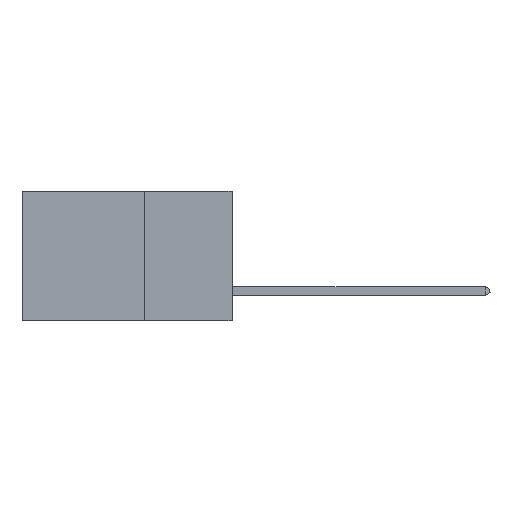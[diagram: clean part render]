
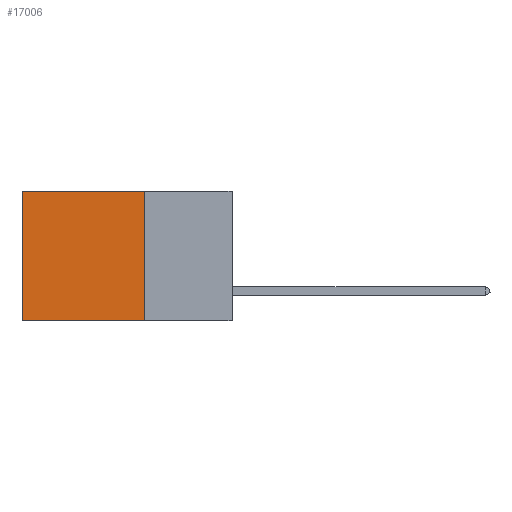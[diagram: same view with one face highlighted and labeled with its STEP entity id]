
A CAD part, left-side view. The second image highlights one B-rep face of the part: STEP entity #17006.
In plain terms, the highlighted planar face has unit normal (-1, 0, 0).
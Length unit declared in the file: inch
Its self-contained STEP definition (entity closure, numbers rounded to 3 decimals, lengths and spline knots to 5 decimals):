
#2199 = VERTEX_POINT ( 'NONE', #43024 ) ;
#2987 = EDGE_CURVE ( 'NONE', #40812, #17974, #27956, .T. ) ;
#3075 = FACE_OUTER_BOUND ( 'NONE', #9588, .T. ) ;
#5579 = LINE ( 'NONE', #33132, #36215 ) ;
#5705 = ORIENTED_EDGE ( 'NONE', *, *, #7115, .T. ) ;
#7115 = EDGE_CURVE ( 'NONE', #20094, #40812, #43150, .T. ) ;
#8806 = DIRECTION ( 'NONE',  ( 0., 1., 0. ) ) ;
#9201 = CARTESIAN_POINT ( 'NONE',  ( 0.2875, 0.25, 0. ) ) ;
#9588 = EDGE_LOOP ( 'NONE', ( #10588, #15837, #22717, #5705 ) ) ;
#10588 = ORIENTED_EDGE ( 'NONE', *, *, #2987, .T. ) ;
#11510 = EDGE_CURVE ( 'NONE', #2199, #17974, #5579, .T. ) ;
#13774 = PLANE ( 'NONE',  #25307 ) ;
#14466 = VECTOR ( 'NONE', #46432, 39.37008 ) ;
#15837 = ORIENTED_EDGE ( 'NONE', *, *, #11510, .F. ) ;
#17006 = ADVANCED_FACE ( 'NONE', ( #3075 ), #13774, .F. ) ;
#17312 = VECTOR ( 'NONE', #32721, 39.37008 ) ;
#17974 = VERTEX_POINT ( 'NONE', #27763 ) ;
#20094 = VERTEX_POINT ( 'NONE', #46731 ) ;
#22717 = ORIENTED_EDGE ( 'NONE', *, *, #32908, .F. ) ;
#25307 = AXIS2_PLACEMENT_3D ( 'NONE', #32559, #36360, #33049 ) ;
#26624 = VECTOR ( 'NONE', #8806, 39.37008 ) ;
#27763 = CARTESIAN_POINT ( 'NONE',  ( 0.2875, 0.6, -0.37 ) ) ;
#27956 = LINE ( 'NONE', #28905, #17312 ) ;
#28905 = CARTESIAN_POINT ( 'NONE',  ( 0.2875, 0.6, 0. ) ) ;
#31554 = CARTESIAN_POINT ( 'NONE',  ( 0.2875, 0.25, 0. ) ) ;
#32559 = CARTESIAN_POINT ( 'NONE',  ( 0.2875, 0.25, 0. ) ) ;
#32721 = DIRECTION ( 'NONE',  ( 0., 0., -1. ) ) ;
#32908 = EDGE_CURVE ( 'NONE', #20094, #2199, #46870, .T. ) ;
#33049 = DIRECTION ( 'NONE',  ( 0., 0., -1. ) ) ;
#33132 = CARTESIAN_POINT ( 'NONE',  ( 0.2875, 0.25, -0.37 ) ) ;
#36215 = VECTOR ( 'NONE', #40061, 39.37008 ) ;
#36360 = DIRECTION ( 'NONE',  ( 1., 0., 0. ) ) ;
#39454 = CARTESIAN_POINT ( 'NONE',  ( 0.2875, 0.6, 0. ) ) ;
#40061 = DIRECTION ( 'NONE',  ( 0., 1., 0. ) ) ;
#40812 = VERTEX_POINT ( 'NONE', #39454 ) ;
#43024 = CARTESIAN_POINT ( 'NONE',  ( 0.2875, 0.25, -0.37 ) ) ;
#43150 = LINE ( 'NONE', #31554, #26624 ) ;
#46432 = DIRECTION ( 'NONE',  ( 0., 0., -1. ) ) ;
#46731 = CARTESIAN_POINT ( 'NONE',  ( 0.2875, 0.25, 0. ) ) ;
#46870 = LINE ( 'NONE', #9201, #14466 ) ;
